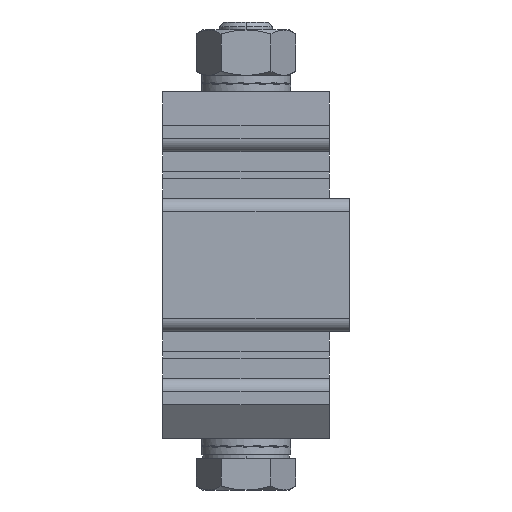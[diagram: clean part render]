
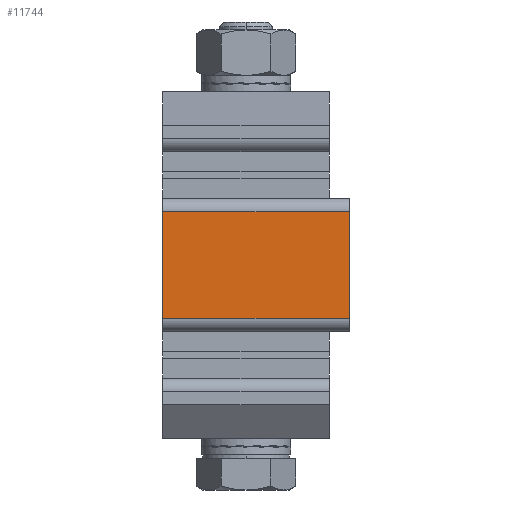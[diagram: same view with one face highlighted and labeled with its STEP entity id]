
A CAD part, left-side view. The second image highlights one B-rep face of the part: STEP entity #11744.
In plain terms, the highlighted planar face has unit normal (-1, 0, 0).
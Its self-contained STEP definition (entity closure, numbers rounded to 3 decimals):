
#529 = EDGE_CURVE ( 'NONE', #11056, #9579, #10533, .T. ) ;
#678 = CARTESIAN_POINT ( 'NONE',  ( -110., 12.5, 5. ) ) ;
#824 = LINE ( 'NONE', #18549, #19678 ) ;
#1137 = EDGE_CURVE ( 'NONE', #17105, #16959, #824, .T. ) ;
#2229 = CARTESIAN_POINT ( 'NONE',  ( -110., -15.5, 3. ) ) ;
#2406 = DIRECTION ( 'NONE',  ( 0., -1., 0. ) ) ;
#2928 = ORIENTED_EDGE ( 'NONE', *, *, #529, .T. ) ;
#3634 = VECTOR ( 'NONE', #11123, 1000. ) ;
#4091 = PLANE ( 'NONE',  #5857 ) ;
#5857 = AXIS2_PLACEMENT_3D ( 'NONE', #5961, #7728, #10975 ) ;
#5961 = CARTESIAN_POINT ( 'NONE',  ( -110., 12.5, 3. ) ) ;
#6074 = CARTESIAN_POINT ( 'NONE',  ( -110., 12.5, 3. ) ) ;
#6969 = DIRECTION ( 'NONE',  ( 0., 1., 0. ) ) ;
#7017 = FACE_OUTER_BOUND ( 'NONE', #11909, .T. ) ;
#7728 = DIRECTION ( 'NONE',  ( 1., 0., 0. ) ) ;
#9579 = VERTEX_POINT ( 'NONE', #12237 ) ;
#10533 = LINE ( 'NONE', #15804, #12774 ) ;
#10975 = DIRECTION ( 'NONE',  ( 0., 0., -1. ) ) ;
#11056 = VERTEX_POINT ( 'NONE', #12913 ) ;
#11123 = DIRECTION ( 'NONE',  ( 0., 0., 1. ) ) ;
#11318 = LINE ( 'NONE', #6074, #16617 ) ;
#11663 = LINE ( 'NONE', #2229, #3634 ) ;
#11744 = ADVANCED_FACE ( 'NONE', ( #7017 ), #4091, .F. ) ;
#11909 = EDGE_LOOP ( 'NONE', ( #12822, #2928, #15831, #21460 ) ) ;
#12237 = CARTESIAN_POINT ( 'NONE',  ( -110., 12.5, 21. ) ) ;
#12774 = VECTOR ( 'NONE', #6969, 1000. ) ;
#12822 = ORIENTED_EDGE ( 'NONE', *, *, #16351, .T. ) ;
#12913 = CARTESIAN_POINT ( 'NONE',  ( -110., -15.5, 21. ) ) ;
#15804 = CARTESIAN_POINT ( 'NONE',  ( -110., 12.5, 21. ) ) ;
#15831 = ORIENTED_EDGE ( 'NONE', *, *, #17650, .F. ) ;
#16351 = EDGE_CURVE ( 'NONE', #16959, #11056, #11663, .T. ) ;
#16617 = VECTOR ( 'NONE', #18335, 1000. ) ;
#16959 = VERTEX_POINT ( 'NONE', #19893 ) ;
#17105 = VERTEX_POINT ( 'NONE', #678 ) ;
#17650 = EDGE_CURVE ( 'NONE', #17105, #9579, #11318, .T. ) ;
#18335 = DIRECTION ( 'NONE',  ( 0., 0., 1. ) ) ;
#18549 = CARTESIAN_POINT ( 'NONE',  ( -110., -15.5, 5. ) ) ;
#19678 = VECTOR ( 'NONE', #2406, 1000. ) ;
#19893 = CARTESIAN_POINT ( 'NONE',  ( -110., -15.5, 5. ) ) ;
#21460 = ORIENTED_EDGE ( 'NONE', *, *, #1137, .T. ) ;
